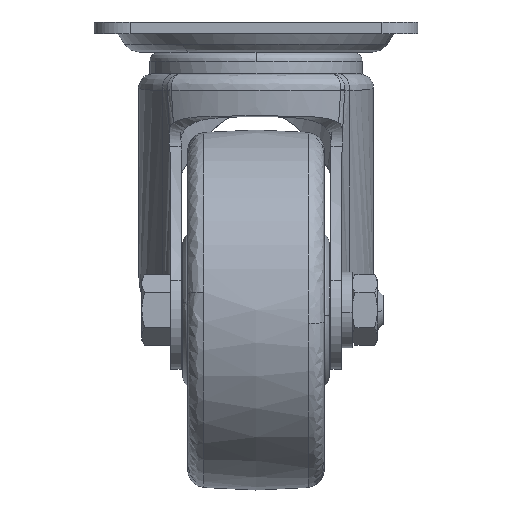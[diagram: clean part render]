
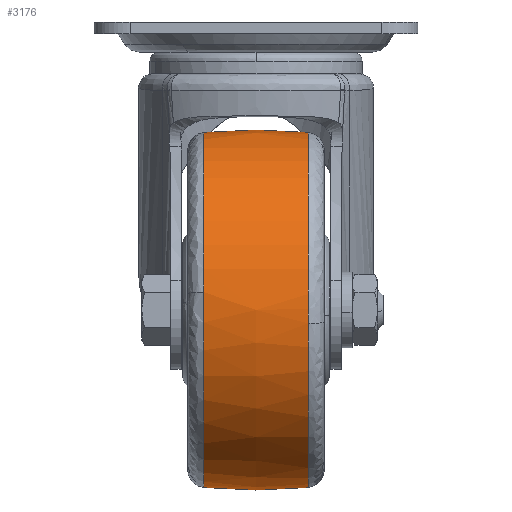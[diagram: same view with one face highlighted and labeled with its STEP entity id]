
A CAD part, left-side view. The second image highlights one B-rep face of the part: STEP entity #3176.
In plain terms, the highlighted free-form (B-spline) face has degree [2, 2] with [5, 7] control points.
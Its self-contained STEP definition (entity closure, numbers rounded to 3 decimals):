
#2868=CARTESIAN_POINT('',(-71.159,-14.483,-83.714));
#2869=VERTEX_POINT('',#2868);
#2870=CARTESIAN_POINT('',(-22.0,-14.483,-129.299));
#2871=VERTEX_POINT('',#2870);
#2872=CARTESIAN_POINT('',(-71.159,-14.483,-83.714));
#2873=CARTESIAN_POINT('',(-67.716,-14.483,-129.299));
#2874=CARTESIAN_POINT('',(-22.0,-14.483,-129.299));
#2882=(BOUNDED_CURVE()B_SPLINE_CURVE(2,(#2872,#2873,#2874),.UNSPECIFIED.,.F.,.U.)B_SPLINE_CURVE_WITH_KNOTS((3,3),(0.763,1.0),.UNSPECIFIED.)CURVE()GEOMETRIC_REPRESENTATION_ITEM()RATIONAL_B_SPLINE_CURVE((0.971,0.722,1.0))REPRESENTATION_ITEM(''));
#2883=EDGE_CURVE('',#2869,#2871,#2882,.T.);
#2962=CARTESIAN_POINT('',(-22.0,-14.483,-30.701));
#2963=VERTEX_POINT('',#2962);
#2964=CARTESIAN_POINT('',(-22.0,-14.483,-30.701));
#2965=CARTESIAN_POINT('',(-71.299,-14.483,-30.701));
#2966=CARTESIAN_POINT('',(-71.299,-14.483,-80.));
#2967=CARTESIAN_POINT('',(-71.299,-14.483,-81.86));
#2968=CARTESIAN_POINT('',(-71.159,-14.483,-83.714));
#2976=(BOUNDED_CURVE()B_SPLINE_CURVE(2,(#2964,#2965,#2966,#2967,#2968),.UNSPECIFIED.,.F.,.U.)B_SPLINE_CURVE_WITH_KNOTS((3,2,3),(0.5,0.75,0.763),.UNSPECIFIED.)CURVE()GEOMETRIC_REPRESENTATION_ITEM()RATIONAL_B_SPLINE_CURVE((1.0,0.707,1.0,0.985,0.971))REPRESENTATION_ITEM(''));
#2977=EDGE_CURVE('',#2963,#2869,#2976,.T.);
#3042=CARTESIAN_POINT('',(-22.0,14.483,-129.299));
#3043=VERTEX_POINT('',#3042);
#3044=CARTESIAN_POINT('',(-22.0,-14.483,-129.299));
#3045=CARTESIAN_POINT('',(-22.0,-10.272,-129.708));
#3046=CARTESIAN_POINT('',(-22.0,-0.607,-130.234));
#3047=CARTESIAN_POINT('',(-22.0,9.069,-129.825));
#3048=CARTESIAN_POINT('',(-22.0,14.483,-129.299));
#3049=B_SPLINE_CURVE_WITH_KNOTS('',3,(#3044,#3045,#3046,#3047,#3048),.UNSPECIFIED.,.F.,.U.,(4,1,4),(0.,12.692,29.011),.UNSPECIFIED.);
#3050=EDGE_CURVE('',#2871,#3043,#3049,.T.);
#3067=CARTESIAN_POINT('',(-22.0,14.483,-30.701));
#3068=VERTEX_POINT('',#3067);
#3084=CARTESIAN_POINT('',(-22.0,-14.483,-30.701));
#3085=CARTESIAN_POINT('',(-22.0,-10.272,-30.292));
#3086=CARTESIAN_POINT('',(-22.0,-0.607,-29.766));
#3087=CARTESIAN_POINT('',(-22.0,9.069,-30.176));
#3088=CARTESIAN_POINT('',(-22.0,14.483,-30.701));
#3089=B_SPLINE_CURVE_WITH_KNOTS('',3,(#3084,#3085,#3086,#3087,#3088),.UNSPECIFIED.,.F.,.U.,(4,1,4),(0.,12.692,29.011),.UNSPECIFIED.);
#3090=EDGE_CURVE('',#2963,#3068,#3089,.T.);
#3097=CARTESIAN_POINT('',(-20.626,-15.938,-30.849));
#3098=CARTESIAN_POINT('',(-20.602,-7.992,-30.));
#3099=CARTESIAN_POINT('',(-20.602,0.0,-30.));
#3100=CARTESIAN_POINT('',(-20.602,7.992,-30.));
#3101=CARTESIAN_POINT('',(-20.626,15.938,-30.849));
#3102=CARTESIAN_POINT('',(-21.309,-15.938,-30.849));
#3103=CARTESIAN_POINT('',(-21.297,-7.992,-30.));
#3104=CARTESIAN_POINT('',(-21.297,0.0,-30.));
#3105=CARTESIAN_POINT('',(-21.297,7.992,-30.));
#3106=CARTESIAN_POINT('',(-21.309,15.938,-30.849));
#3107=CARTESIAN_POINT('',(-71.151,-15.938,-30.849));
#3108=CARTESIAN_POINT('',(-72.,-7.992,-30.));
#3109=CARTESIAN_POINT('',(-72.,0.0,-30.));
#3110=CARTESIAN_POINT('',(-72.,7.992,-30.));
#3111=CARTESIAN_POINT('',(-71.151,15.938,-30.849));
#3112=CARTESIAN_POINT('',(-71.151,-15.938,-80.));
#3113=CARTESIAN_POINT('',(-72.,-7.992,-80.));
#3114=CARTESIAN_POINT('',(-72.,0.0,-80.));
#3115=CARTESIAN_POINT('',(-72.,7.992,-80.));
#3116=CARTESIAN_POINT('',(-71.151,15.938,-80.));
#3117=CARTESIAN_POINT('',(-71.151,-15.938,-129.151));
#3118=CARTESIAN_POINT('',(-72.,-7.992,-130.));
#3119=CARTESIAN_POINT('',(-72.,0.0,-130.));
#3120=CARTESIAN_POINT('',(-72.,7.992,-130.));
#3121=CARTESIAN_POINT('',(-71.151,15.938,-129.151));
#3122=CARTESIAN_POINT('',(-21.309,-15.938,-129.151));
#3123=CARTESIAN_POINT('',(-21.297,-7.992,-130.));
#3124=CARTESIAN_POINT('',(-21.297,0.0,-130.));
#3125=CARTESIAN_POINT('',(-21.297,7.992,-130.));
#3126=CARTESIAN_POINT('',(-21.309,15.938,-129.151));
#3127=CARTESIAN_POINT('',(-20.626,-15.938,-129.151));
#3128=CARTESIAN_POINT('',(-20.602,-7.992,-130.));
#3129=CARTESIAN_POINT('',(-20.602,0.0,-130.));
#3130=CARTESIAN_POINT('',(-20.602,7.992,-130.));
#3131=CARTESIAN_POINT('',(-20.626,15.938,-129.151));
#3139=(BOUNDED_SURFACE()B_SPLINE_SURFACE(2,2,((#3097,#3102,#3107,#3112,#3117,#3122,#3127),(#3098,#3103,#3108,#3113,#3118,#3123,#3128),(#3099,#3104,#3109,#3114,#3119,#3124,#3129),(#3100,#3105,#3110,#3115,#3120,#3125,#3130),(#3101,#3106,#3111,#3116,#3121,#3126,#3131)),.UNSPECIFIED.,.F.,.F.,.U.)B_SPLINE_SURFACE_WITH_KNOTS((3,2,3),(3,1,2,1,3),(0.0,16.119,32.239),(0.0,1.657,84.5,167.342,168.999),.UNSPECIFIED.)GEOMETRIC_REPRESENTATION_ITEM()RATIONAL_B_SPLINE_SURFACE(((0.992,0.986,0.693,0.98,0.693,0.986,0.992),(1.,0.995,0.699,0.989,0.699,0.995,1.),(1.012,1.006,0.707,1.0,0.707,1.006,1.012),(1.,0.995,0.699,0.989,0.699,0.995,1.),(0.992,0.986,0.693,0.98,0.693,0.986,0.992)))REPRESENTATION_ITEM('')SURFACE());
#3140=ORIENTED_EDGE('',*,*,#3050,.F.);
#3141=ORIENTED_EDGE('',*,*,#2883,.F.);
#3142=ORIENTED_EDGE('',*,*,#2977,.F.);
#3143=ORIENTED_EDGE('',*,*,#3090,.T.);
#3144=CARTESIAN_POINT('',(-71.05,14.483,-75.052));
#3145=VERTEX_POINT('',#3144);
#3146=CARTESIAN_POINT('',(-22.0,14.483,-30.701));
#3147=CARTESIAN_POINT('',(-66.577,14.483,-30.701));
#3148=CARTESIAN_POINT('',(-71.05,14.483,-75.052));
#3156=(BOUNDED_CURVE()B_SPLINE_CURVE(2,(#3146,#3147,#3148),.UNSPECIFIED.,.F.,.U.)B_SPLINE_CURVE_WITH_KNOTS((3,3),(0.5,0.733),.UNSPECIFIED.)CURVE()GEOMETRIC_REPRESENTATION_ITEM()RATIONAL_B_SPLINE_CURVE((1.0,0.728,0.962))REPRESENTATION_ITEM(''));
#3157=EDGE_CURVE('',#3068,#3145,#3156,.T.);
#3158=ORIENTED_EDGE('',*,*,#3157,.T.);
#3159=CARTESIAN_POINT('',(-71.05,14.483,-75.052));
#3160=CARTESIAN_POINT('',(-71.299,14.483,-77.52));
#3161=CARTESIAN_POINT('',(-71.299,14.483,-80.));
#3162=CARTESIAN_POINT('',(-71.299,14.483,-129.299));
#3163=CARTESIAN_POINT('',(-22.0,14.483,-129.299));
#3171=(BOUNDED_CURVE()B_SPLINE_CURVE(2,(#3159,#3160,#3161,#3162,#3163),.UNSPECIFIED.,.F.,.U.)B_SPLINE_CURVE_WITH_KNOTS((3,2,3),(0.733,0.75,1.0),.UNSPECIFIED.)CURVE()GEOMETRIC_REPRESENTATION_ITEM()RATIONAL_B_SPLINE_CURVE((0.962,0.98,1.0,0.707,1.0))REPRESENTATION_ITEM(''));
#3172=EDGE_CURVE('',#3145,#3043,#3171,.T.);
#3173=ORIENTED_EDGE('',*,*,#3172,.T.);
#3174=EDGE_LOOP('',(#3140,#3141,#3142,#3143,#3158,#3173));
#3175=FACE_OUTER_BOUND('',#3174,.T.);
#3176=ADVANCED_FACE('',(#3175),#3139,.T.);
